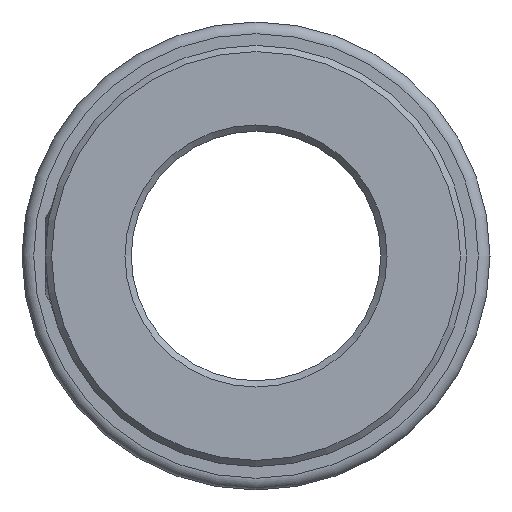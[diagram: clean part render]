
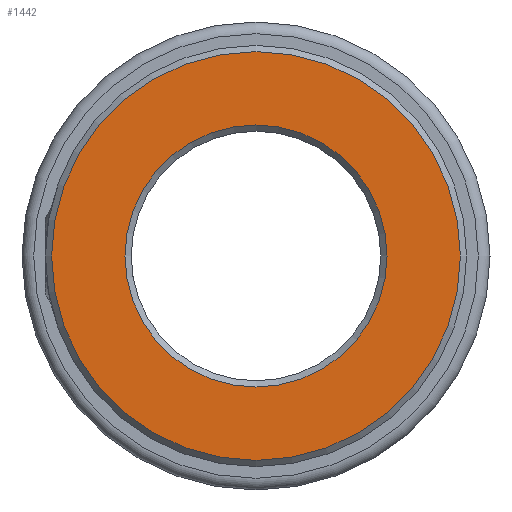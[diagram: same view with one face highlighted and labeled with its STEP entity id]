
A CAD part, left-side view. The second image highlights one B-rep face of the part: STEP entity #1442.
In plain terms, the highlighted planar face has unit normal (-1, 0, 0).
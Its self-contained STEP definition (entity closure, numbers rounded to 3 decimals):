
#146=PLANE('',#1593);
#242=ORIENTED_EDGE('',*,*,#550,.F.);
#243=ORIENTED_EDGE('',*,*,#551,.T.);
#550=EDGE_CURVE('',#702,#702,#838,.T.);
#551=EDGE_CURVE('',#703,#703,#839,.T.);
#702=VERTEX_POINT('',#2430);
#703=VERTEX_POINT('',#2432);
#838=CIRCLE('',#1594,6.55);
#839=CIRCLE('',#1595,4.2);
#952=EDGE_LOOP('',(#242));
#953=EDGE_LOOP('',(#243));
#1192=FACE_BOUND('',#952,.T.);
#1193=FACE_BOUND('',#953,.T.);
#1442=ADVANCED_FACE('',(#1192,#1193),#146,.F.);
#1593=AXIS2_PLACEMENT_3D('',#2428,#1851,#1852);
#1594=AXIS2_PLACEMENT_3D('',#2429,#1853,#1854);
#1595=AXIS2_PLACEMENT_3D('',#2431,#1855,#1856);
#1851=DIRECTION('',(1.,0.,0.));
#1852=DIRECTION('',(0.,0.,-1.));
#1853=DIRECTION('',(1.,0.,0.));
#1854=DIRECTION('',(0.,0.,-1.));
#1855=DIRECTION('',(1.,0.,0.));
#1856=DIRECTION('',(0.,0.,-1.));
#2428=CARTESIAN_POINT('',(0.,0.,0.));
#2429=CARTESIAN_POINT('',(0.,0.,0.));
#2430=CARTESIAN_POINT('',(0.,0.,-6.55));
#2431=CARTESIAN_POINT('',(0.,0.,0.));
#2432=CARTESIAN_POINT('',(0.,0.,-4.2));
